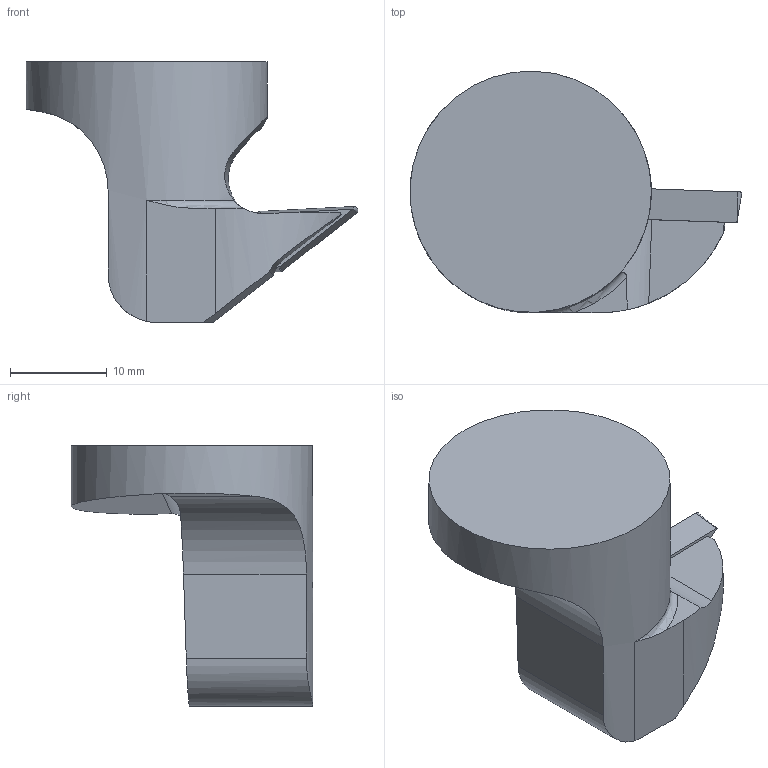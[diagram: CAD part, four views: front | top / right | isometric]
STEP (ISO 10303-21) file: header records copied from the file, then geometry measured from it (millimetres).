
FILE_DESCRIPTION(/* description */ (''),/* implementation_level */ '2;1');
FILE_NAME(/* name */ '1642478518826.stp',/* time_stamp */ '2022-01-18T09:32:32+05:00',/* author */ (''),/* organization */ ('SMS'),/* preprocessor_version */ 'ST-DEVELOPER v16.7',/* originating_system */ 'SIEMENS PLM Software NX 12.0',/* authorisation */ '');
FILE_SCHEMA (('AUTOMOTIVE_DESIGN { 1 0 10303 214 3 1 1 1 }'));
Length unit declared in the file: millimetre
Products named in the file (4): ASSEMBLY_CONSTRUCTION; 203917300mod000_00; IsoTurningInsert; 201698595mod000_01
Assembly tree (3 placements, depth 2):
  201698595mod000_01
    IsoTurningInsert
    203917300mod000_00
    ASSEMBLY_CONSTRUCTION
Bounding box: 34.36 x 25 x 27 mm (x, y, z)
Volume: 7061.7 mm3; surface area: 2956.2 mm2
Topology: 2 solids, 2 shells, 44 faces, 116 edges, 84 vertices
Faces by surface type: plane 23, cylinder 9, cone 7, torus 5
Full cylindrical faces by diameter (mm): 2.8 x2, 25 x1
Entity records: 1588 total; most frequent: CARTESIAN_POINT 353, DIRECTION 245, ORIENTED_EDGE 202, EDGE_CURVE 101, AXIS2_PLACEMENT_3D 98, VERTEX_POINT 71, EDGE_LOOP 56, LINE 49
